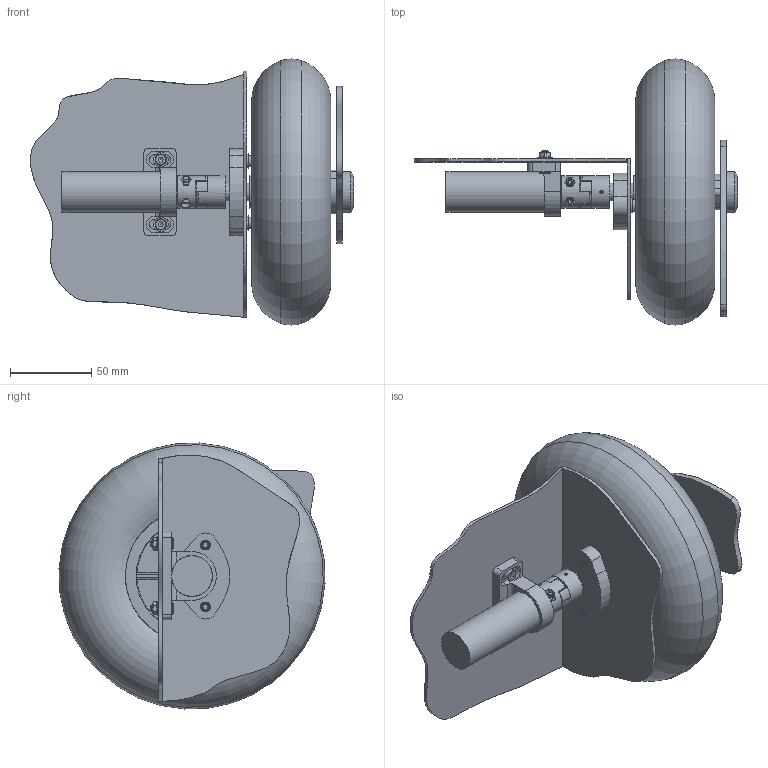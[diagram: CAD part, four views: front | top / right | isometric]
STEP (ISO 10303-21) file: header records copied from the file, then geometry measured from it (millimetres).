
FILE_DESCRIPTION(/* description */ (''),/* implementation_level */ '2;1');
FILE_NAME(/* name */ 'Pogonski sustav robota MRP-01-00.stp',/* time_stamp */ '2022-09-18T22:07:21+02:00',/* author */ ('Luka'),/* organization */ (''),/* preprocessor_version */ 'ST-DEVELOPER v18',/* originating_system */ 'Autodesk Inventor 2020',/* authorisation */ '');
FILE_SCHEMA (('AUTOMOTIVE_DESIGN { 1 0 10303 214 3 1 1 }'));
Length unit declared in the file: millimetre
Products named in the file (34): Assembly_novo; Kotač_sklop; Kotač1; Kotač2; Guma; Vratilo; Spojka_kotača_novo; Lim; Motornovi; DIN 625 SKF - SKF 619/8; Kucistelezaja_novo; Osigurac_lezaja_novo; Odstojnik_novo; Nosač_motora_novo; DIN 912 - M3 x 6; Nosač_zakrivljeni; Spojka_kanđa; Spojka motora_4; Spojka motora_8_rev2; Kriz; DIN 555-5 - M3; DIN 912 - M3 x 12; DIN 625 T1 - 619/6 - 6 x 15 x 5; DIN 555-5 - M8; Nosač_ležaja; Odstojnik_novo_3,7; DIN 433 - 6,4; Poklopac; DIN 7991 - M3x12; ISO 8752 - 2 x 20; Ugradbena matica M4x6x6; DIN 934 - M4; DIN 912 - M4 x 10; DIN 125 - A 4,3
Assembly tree (48 placements, depth 3):
  Assembly_novo
    Kotač_sklop
      Kotač1
      Kotač2
      Guma
    Vratilo
    Spojka_kotača_novo
    Lim
    Motornovi
    DIN 625 SKF - SKF 619/8
    ISO 8752 - 2 x 20  x2
    Kucistelezaja_novo
    Osigurac_lezaja_novo
    Odstojnik_novo
    Nosač_motora_novo
    DIN 912 - M3 x 6  x2
    Nosač_zakrivljeni
    Spojka_kanđa
      Spojka motora_4
      Spojka motora_8_rev2
      Kriz
      DIN 555-5 - M3  x2
      DIN 912 - M3 x 12  x2
    DIN 625 T1 - 619/6 - 6 x 15 x 5
    DIN 555-5 - M8
    Nosač_ležaja
    Odstojnik_novo_3,7
    DIN 433 - 6,4
    Poklopac
    DIN 7991 - M3x12  x2
    Ugradbena matica M4x6x6  x2
    DIN 912 - M4 x 10  x4
    DIN 125 - A 4,3  x6
    DIN 934 - M4  x2
Bounding box: 199.42 x 164.17 x 164.17 mm (x, y, z)
Volume: 937129.6 mm3; surface area: 205694 mm2
Topology: 53 solids, 93 shells, 1478 faces, 3952 edges, 2659 vertices
Faces by surface type: plane 631, cylinder 599, bspline 96, cone 68, torus 67, sphere 17
Full cylindrical faces by diameter (mm): 2 x4, 2.2 x2, 2.459 x4, 2.5 x2, 3 x6, 3.2 x4, 3.242 x2, 3.4 x4, 3.5 x2, 4 x5, 4.3 x6, 4.5 x2, 4.8 x2, 5 x1, 5.05 x4, 5.5 x4, 6 x8, 6.4 x1, 6.647 x1, 7 x5, 8 x7, 8.88 x2, 9 x6, 11 x3, 11.2 x3, 11.52 x2, 12.12 x2, 12.75 x2, 13 x1, 15 x2
Entity records: 35679 total; most frequent: CARTESIAN_POINT 9228, DIRECTION 5417, ORIENTED_EDGE 5120, EDGE_CURVE 2560, AXIS2_PLACEMENT_3D 2167, VERTEX_POINT 1767, CIRCLE 1131, EDGE_LOOP 1119
